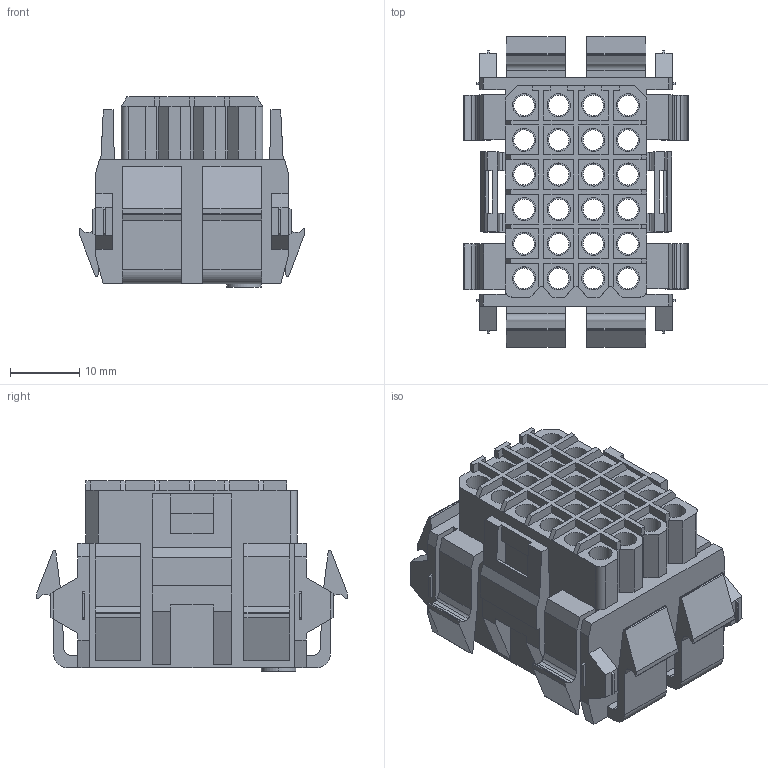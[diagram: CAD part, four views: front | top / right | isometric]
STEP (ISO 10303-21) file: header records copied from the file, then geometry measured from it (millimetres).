
FILE_DESCRIPTION(('CATIA V5 STEP Exchange','CAx-IF Rec.Pracs.--- Model Styling and Organization---1.2---2011-12-15'),'2;1');
FILE_NAME ('D1451807_0_1418000000_1418000000.stp','2018-09-21T15:36:31+00:00',('none'),('Weidmueller'),'CATIA Version 5-6 Release 2014','CATIA V5 STEP AP214','none');
FILE_SCHEMA(('AUTOMOTIVE_DESIGN { 1 0 10303 214 1 1 1 1 }'));
Length unit declared in the file: millimetre
Products named in the file (1): 1418000000
Bounding box: 32.6 x 44.8 x 27.5 mm (x, y, z)
Volume: 13715.7 mm3; surface area: 15847.6 mm2
Topology: 1 solids, 1 shells, 681 faces, 1768 edges, 1172 vertices
Faces by surface type: plane 413, cylinder 268
Entity records: 18370 total; most frequent: ORIENTED_EDGE 3536, CARTESIAN_POINT 3208, DIRECTION 2284, EDGE_CURVE 1768, VECTOR 1226, LINE 1226, VERTEX_POINT 1172, EDGE_LOOP 820
